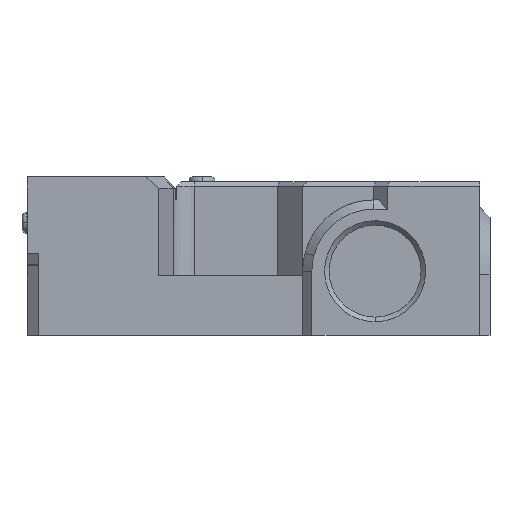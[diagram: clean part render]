
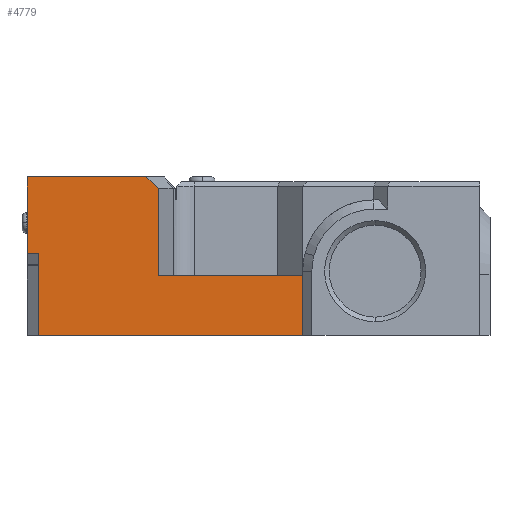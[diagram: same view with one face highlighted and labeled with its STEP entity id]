
A CAD part, left-side view. The second image highlights one B-rep face of the part: STEP entity #4779.
In plain terms, the highlighted planar face has unit normal (-1, 0, 0).
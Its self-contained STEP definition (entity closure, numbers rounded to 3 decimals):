
#35 = CARTESIAN_POINT ( 'NONE',  ( -26., 49.25, 17.9 ) ) ;
#49 = VERTEX_POINT ( 'NONE', #6074 ) ;
#294 = DIRECTION ( 'NONE',  ( 0., -1., 0. ) ) ;
#332 = DIRECTION ( 'NONE',  ( 0., 1., 0. ) ) ;
#353 = DIRECTION ( 'NONE',  ( 0., 0.741, 0.672 ) ) ;
#441 = CARTESIAN_POINT ( 'NONE',  ( -26., -10.75, 34.5 ) ) ;
#653 = AXIS2_PLACEMENT_3D ( 'NONE', #8325, #4554, #332 ) ;
#758 = ORIENTED_EDGE ( 'NONE', *, *, #5812, .F. ) ;
#820 = DIRECTION ( 'NONE',  ( 0., 1., 0. ) ) ;
#918 = LINE ( 'NONE', #7420, #6175 ) ;
#1116 = CARTESIAN_POINT ( 'NONE',  ( -26., 49.25, 34.5 ) ) ;
#1120 = VECTOR ( 'NONE', #1141, 1000. ) ;
#1141 = DIRECTION ( 'NONE',  ( 0., -1., 0. ) ) ;
#1222 = EDGE_CURVE ( 'NONE', #8426, #5002, #6718, .T. ) ;
#1309 = LINE ( 'NONE', #1116, #6522 ) ;
#1332 = CARTESIAN_POINT ( 'NONE',  ( -26., 46.75, 0. ) ) ;
#1396 = EDGE_CURVE ( 'NONE', #6991, #8470, #3322, .T. ) ;
#1485 = ORIENTED_EDGE ( 'NONE', *, *, #3956, .F. ) ;
#1775 = ORIENTED_EDGE ( 'NONE', *, *, #7087, .T. ) ;
#1818 = DIRECTION ( 'NONE',  ( 0., -1., 0. ) ) ;
#2003 = LINE ( 'NONE', #4516, #5680 ) ;
#2336 = ORIENTED_EDGE ( 'NONE', *, *, #6825, .F. ) ;
#2497 = CARTESIAN_POINT ( 'NONE',  ( -26., 23.408, 34.5 ) ) ;
#2515 = VERTEX_POINT ( 'NONE', #6275 ) ;
#2535 = VECTOR ( 'NONE', #820, 1000. ) ;
#2827 = FACE_OUTER_BOUND ( 'NONE', #5961, .T. ) ;
#2966 = EDGE_CURVE ( 'NONE', #6991, #2515, #3011, .T. ) ;
#3011 = LINE ( 'NONE', #3220, #1120 ) ;
#3044 = ORIENTED_EDGE ( 'NONE', *, *, #5325, .F. ) ;
#3126 = DIRECTION ( 'NONE',  ( 0., 0., 1. ) ) ;
#3216 = VECTOR ( 'NONE', #3126, 1000. ) ;
#3220 = CARTESIAN_POINT ( 'NONE',  ( -26., 49.25, 0. ) ) ;
#3221 = CARTESIAN_POINT ( 'NONE',  ( -26., 46.75, 17.9 ) ) ;
#3276 = ORIENTED_EDGE ( 'NONE', *, *, #5440, .T. ) ;
#3322 = LINE ( 'NONE', #3221, #3216 ) ;
#3462 = LINE ( 'NONE', #7059, #5076 ) ;
#3490 = LINE ( 'NONE', #441, #5097 ) ;
#3689 = ORIENTED_EDGE ( 'NONE', *, *, #1396, .F. ) ;
#3937 = ORIENTED_EDGE ( 'NONE', *, *, #2966, .T. ) ;
#3956 = EDGE_CURVE ( 'NONE', #8470, #4618, #7724, .T. ) ;
#4311 = DIRECTION ( 'NONE',  ( 0., 0., -1. ) ) ;
#4338 = CARTESIAN_POINT ( 'NONE',  ( -26., 20.65, 13. ) ) ;
#4351 = DIRECTION ( 'NONE',  ( 0., 0., 1. ) ) ;
#4516 = CARTESIAN_POINT ( 'NONE',  ( -26., 20.65, 13. ) ) ;
#4554 = DIRECTION ( 'NONE',  ( 1., 0., 0. ) ) ;
#4618 = VERTEX_POINT ( 'NONE', #35 ) ;
#4779 = ADVANCED_FACE ( 'NONE', ( #2827 ), #5213, .F. ) ;
#5002 = VERTEX_POINT ( 'NONE', #7288 ) ;
#5075 = VERTEX_POINT ( 'NONE', #6581 ) ;
#5076 = VECTOR ( 'NONE', #353, 1000. ) ;
#5097 = VECTOR ( 'NONE', #7765, 1000. ) ;
#5213 = PLANE ( 'NONE',  #653 ) ;
#5325 = EDGE_CURVE ( 'NONE', #8426, #49, #2003, .T. ) ;
#5440 = EDGE_CURVE ( 'NONE', #5002, #8127, #3462, .T. ) ;
#5680 = VECTOR ( 'NONE', #294, 1000. ) ;
#5745 = CARTESIAN_POINT ( 'NONE',  ( -26., 20.65, 13. ) ) ;
#5812 = EDGE_CURVE ( 'NONE', #5075, #8127, #1309, .T. ) ;
#5961 = EDGE_LOOP ( 'NONE', ( #1775, #1485, #3689, #3937, #2336, #3044, #8007, #3276, #758 ) ) ;
#6074 = CARTESIAN_POINT ( 'NONE',  ( -26., -10.75, 13. ) ) ;
#6175 = VECTOR ( 'NONE', #4311, 1000. ) ;
#6275 = CARTESIAN_POINT ( 'NONE',  ( -26., -10.75, 0. ) ) ;
#6522 = VECTOR ( 'NONE', #1818, 1000. ) ;
#6581 = CARTESIAN_POINT ( 'NONE',  ( -26., 49.25, 34.5 ) ) ;
#6630 = VECTOR ( 'NONE', #4351, 1000. ) ;
#6718 = LINE ( 'NONE', #4338, #6630 ) ;
#6825 = EDGE_CURVE ( 'NONE', #49, #2515, #3490, .T. ) ;
#6991 = VERTEX_POINT ( 'NONE', #1332 ) ;
#7059 = CARTESIAN_POINT ( 'NONE',  ( -26., 20.65, 32. ) ) ;
#7087 = EDGE_CURVE ( 'NONE', #5075, #4618, #918, .T. ) ;
#7288 = CARTESIAN_POINT ( 'NONE',  ( -26., 20.65, 32. ) ) ;
#7420 = CARTESIAN_POINT ( 'NONE',  ( -26., 49.25, 34.5 ) ) ;
#7446 = CARTESIAN_POINT ( 'NONE',  ( -26., 46.75, 17.9 ) ) ;
#7551 = CARTESIAN_POINT ( 'NONE',  ( -26., 46.75, 17.9 ) ) ;
#7724 = LINE ( 'NONE', #7446, #2535 ) ;
#7765 = DIRECTION ( 'NONE',  ( 0., 0., -1. ) ) ;
#8007 = ORIENTED_EDGE ( 'NONE', *, *, #1222, .T. ) ;
#8127 = VERTEX_POINT ( 'NONE', #2497 ) ;
#8325 = CARTESIAN_POINT ( 'NONE',  ( -26., 49.25, 34.5 ) ) ;
#8426 = VERTEX_POINT ( 'NONE', #5745 ) ;
#8470 = VERTEX_POINT ( 'NONE', #7551 ) ;
